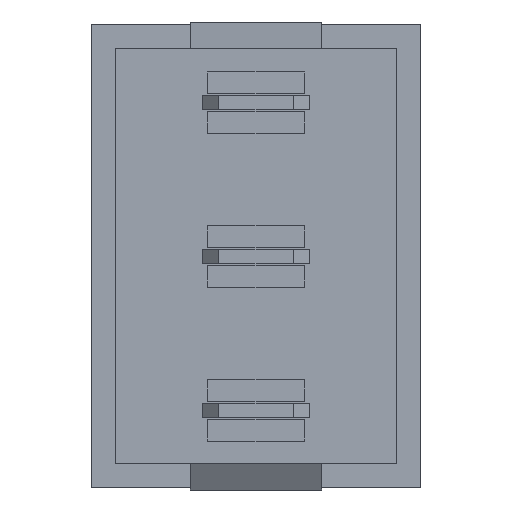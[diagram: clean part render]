
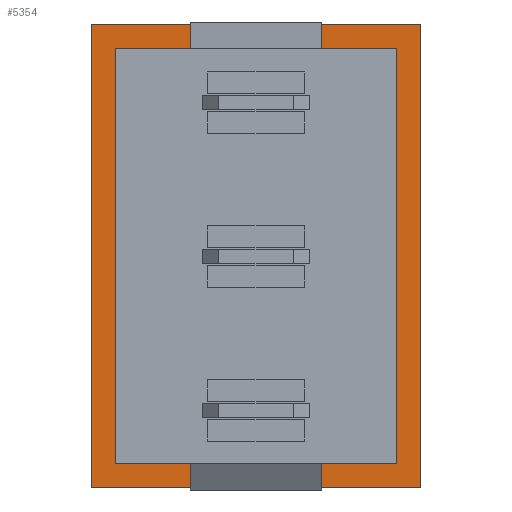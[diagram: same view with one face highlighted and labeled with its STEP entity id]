
A CAD part, front view. The second image highlights one B-rep face of the part: STEP entity #5354.
In plain terms, the highlighted planar face has unit normal (0, -1, 0).
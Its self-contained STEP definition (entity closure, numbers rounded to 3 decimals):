
#826 = EDGE_CURVE('',#827,#829,#831,.T.);
#827 = VERTEX_POINT('',#828);
#828 = CARTESIAN_POINT('',(-6.375,0.,-8.625));
#829 = VERTEX_POINT('',#830);
#830 = CARTESIAN_POINT('',(-6.375,0.,8.625));
#831 = LINE('',#832,#833);
#832 = CARTESIAN_POINT('',(-6.375,0.,-9.425));
#833 = VECTOR('',#834,1.);
#834 = DIRECTION('',(0.,0.,1.));
#2311 = VERTEX_POINT('',#2312);
#2312 = CARTESIAN_POINT('',(6.375,0.,-8.625));
#2318 = EDGE_CURVE('',#2319,#2311,#2321,.T.);
#2319 = VERTEX_POINT('',#2320);
#2320 = CARTESIAN_POINT('',(6.375,0.,8.625));
#2321 = LINE('',#2322,#2323);
#2322 = CARTESIAN_POINT('',(6.375,0.,-9.425));
#2323 = VECTOR('',#2324,1.);
#2324 = DIRECTION('',(0.,0.,-1.));
#5354 = ADVANCED_FACE('',(#5355,#5371),#5405,.T.);
#5355 = FACE_BOUND('',#5356,.T.);
#5356 = EDGE_LOOP('',(#5357,#5358,#5364,#5365));
#5357 = ORIENTED_EDGE('',*,*,#2318,.T.);
#5358 = ORIENTED_EDGE('',*,*,#5359,.T.);
#5359 = EDGE_CURVE('',#2311,#827,#5360,.T.);
#5360 = LINE('',#5361,#5362);
#5361 = CARTESIAN_POINT('',(7.5,0.,-8.625));
#5362 = VECTOR('',#5363,1.);
#5363 = DIRECTION('',(-1.,0.,0.));
#5364 = ORIENTED_EDGE('',*,*,#826,.T.);
#5365 = ORIENTED_EDGE('',*,*,#5366,.F.);
#5366 = EDGE_CURVE('',#2319,#829,#5367,.T.);
#5367 = LINE('',#5368,#5369);
#5368 = CARTESIAN_POINT('',(7.5,0.,8.625));
#5369 = VECTOR('',#5370,1.);
#5370 = DIRECTION('',(-1.,0.,0.));
#5371 = FACE_BOUND('',#5372,.T.);
#5372 = EDGE_LOOP('',(#5373,#5383,#5391,#5399));
#5373 = ORIENTED_EDGE('',*,*,#5374,.F.);
#5374 = EDGE_CURVE('',#5375,#5377,#5379,.T.);
#5375 = VERTEX_POINT('',#5376);
#5376 = CARTESIAN_POINT('',(7.5,0.,-10.55));
#5377 = VERTEX_POINT('',#5378);
#5378 = CARTESIAN_POINT('',(-7.5,0.,-10.55));
#5379 = LINE('',#5380,#5381);
#5380 = CARTESIAN_POINT('',(-7.5,0.,-10.55));
#5381 = VECTOR('',#5382,1.);
#5382 = DIRECTION('',(-1.,0.,0.));
#5383 = ORIENTED_EDGE('',*,*,#5384,.F.);
#5384 = EDGE_CURVE('',#5385,#5375,#5387,.T.);
#5385 = VERTEX_POINT('',#5386);
#5386 = CARTESIAN_POINT('',(7.5,0.,10.55));
#5387 = LINE('',#5388,#5389);
#5388 = CARTESIAN_POINT('',(7.5,0.,-10.55));
#5389 = VECTOR('',#5390,1.);
#5390 = DIRECTION('',(0.,0.,-1.));
#5391 = ORIENTED_EDGE('',*,*,#5392,.F.);
#5392 = EDGE_CURVE('',#5393,#5385,#5395,.T.);
#5393 = VERTEX_POINT('',#5394);
#5394 = CARTESIAN_POINT('',(-7.5,0.,10.55));
#5395 = LINE('',#5396,#5397);
#5396 = CARTESIAN_POINT('',(-7.5,0.,10.55));
#5397 = VECTOR('',#5398,1.);
#5398 = DIRECTION('',(1.,0.,0.));
#5399 = ORIENTED_EDGE('',*,*,#5400,.F.);
#5400 = EDGE_CURVE('',#5377,#5393,#5401,.T.);
#5401 = LINE('',#5402,#5403);
#5402 = CARTESIAN_POINT('',(-7.5,0.,-10.55));
#5403 = VECTOR('',#5404,1.);
#5404 = DIRECTION('',(0.,0.,1.));
#5405 = PLANE('',#5406);
#5406 = AXIS2_PLACEMENT_3D('',#5407,#5408,#5409);
#5407 = CARTESIAN_POINT('',(0.,0.,
    0.));
#5408 = DIRECTION('',(0.,-1.,0.));
#5409 = DIRECTION('',(1.,0.,0.));
